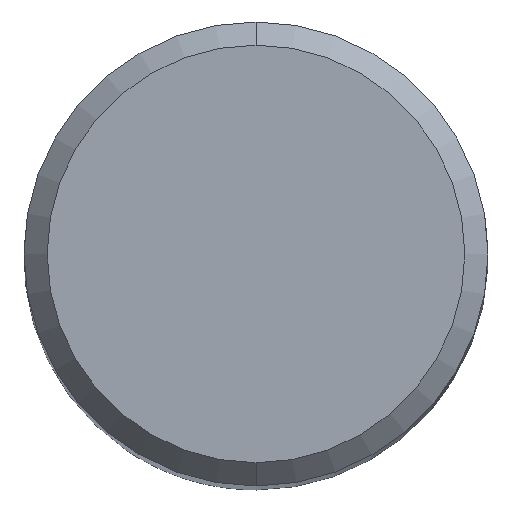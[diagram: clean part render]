
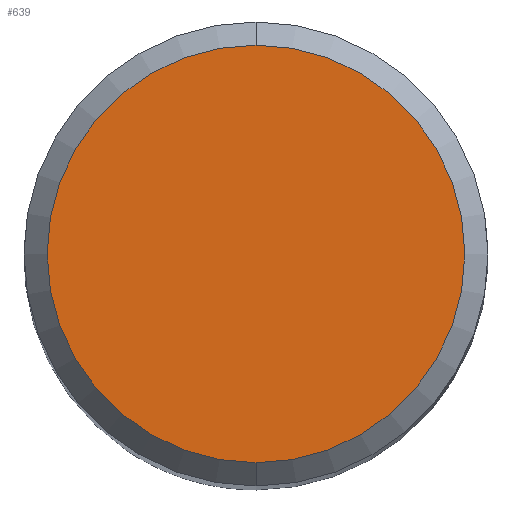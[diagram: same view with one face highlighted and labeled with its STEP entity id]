
A CAD part, top view. The second image highlights one B-rep face of the part: STEP entity #639.
In plain terms, the highlighted planar face has unit normal (0, 0, 1).
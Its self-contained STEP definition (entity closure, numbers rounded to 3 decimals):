
#391=EDGE_CURVE('',#457,#955,#1077,.T.);
#457=VERTEX_POINT('',#1146);
#497=EDGE_CURVE('',#955,#457,#1191,.T.);
#639=ADVANCED_FACE('',(#1349),#1350,.T.);
#955=VERTEX_POINT('',#1690);
#1077=CIRCLE('',#2358,5.4);
#1146=CARTESIAN_POINT('',(0.0,5.4,0.0));
#1191=CIRCLE('',#5517,5.4);
#1349=FACE_OUTER_BOUND('',#6918,.T.);
#1350=PLANE('',#6919);
#1690=CARTESIAN_POINT('',(0.,-5.4,0.0));
#2358=AXIS2_PLACEMENT_3D('',#15084,#15085,#15086);
#5517=AXIS2_PLACEMENT_3D('',#15194,#15195,#15196);
#6918=EDGE_LOOP('',(#15379,#15380));
#6919=AXIS2_PLACEMENT_3D('',#15381,#15382,#15383);
#15084=CARTESIAN_POINT('',(0.0,0.0,0.0));
#15085=DIRECTION('',(0.0,0.0,-1.0));
#15086=DIRECTION('',(0.0,1.0,0.0));
#15194=CARTESIAN_POINT('',(0.0,0.0,0.0));
#15195=DIRECTION('',(0.0,0.0,-1.0));
#15196=DIRECTION('',(0.0,1.0,0.0));
#15379=ORIENTED_EDGE('',*,*,#391,.F.);
#15380=ORIENTED_EDGE('',*,*,#497,.F.);
#15381=CARTESIAN_POINT('',(0.0,2.7,0.0));
#15382=DIRECTION('',(-0.0,0.0,1.0));
#15383=DIRECTION('',(0.0,-1.0,0.0));
